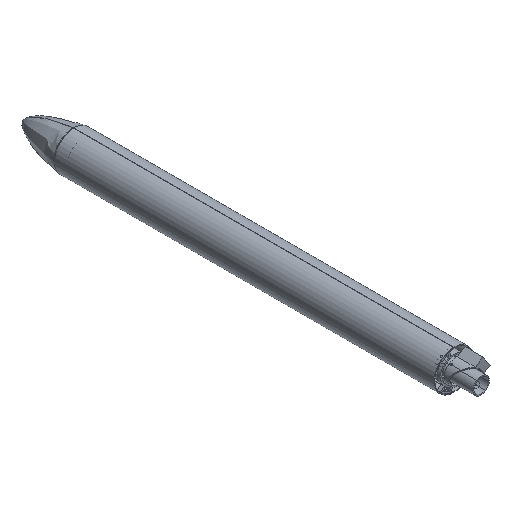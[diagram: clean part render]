
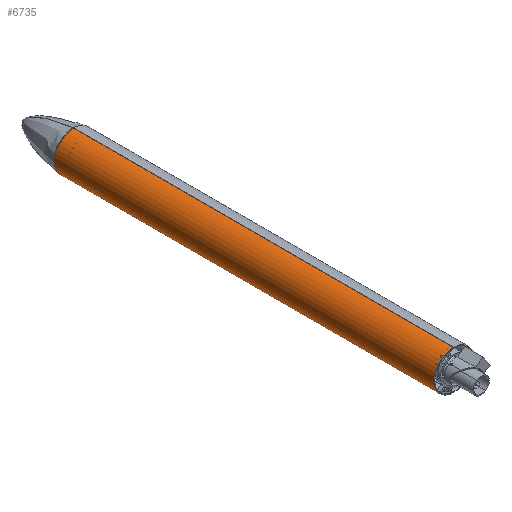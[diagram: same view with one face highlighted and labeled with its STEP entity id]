
A CAD part, isometric view. The second image highlights one B-rep face of the part: STEP entity #6735.
In plain terms, the highlighted cylindrical face has radius 39.37 mm (diameter 78.74 mm), a partial arc.
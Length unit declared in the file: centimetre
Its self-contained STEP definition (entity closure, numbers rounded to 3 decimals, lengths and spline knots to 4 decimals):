
#3 = CARTESIAN_POINT ( 'NONE',  ( 0., 76.2, 0. ) ) ;
#397 = EDGE_CURVE ( 'NONE', #7540, #9726, #10471, .T. ) ;
#628 = ORIENTED_EDGE ( 'NONE', *, *, #7187, .F. ) ;
#832 = FACE_OUTER_BOUND ( 'NONE', #9445, .T. ) ;
#1415 = VERTEX_POINT ( 'NONE', #3404 ) ;
#1417 = DIRECTION ( 'NONE',  ( 0., 1., 0. ) ) ;
#1757 = AXIS2_PLACEMENT_3D ( 'NONE', #6199, #8762, #6254 ) ;
#2530 = CARTESIAN_POINT ( 'NONE',  ( 0., 0., 3.937 ) ) ;
#3382 = DIRECTION ( 'NONE',  ( 0., 0., -1. ) ) ;
#3404 = CARTESIAN_POINT ( 'NONE',  ( 0., 76.2, 3.937 ) ) ;
#3413 = VERTEX_POINT ( 'NONE', #5608 ) ;
#4211 = CYLINDRICAL_SURFACE ( 'NONE', #9742, 3.937 ) ;
#4630 = CARTESIAN_POINT ( 'NONE',  ( 0., 76.2, -3.937 ) ) ;
#5122 = ORIENTED_EDGE ( 'NONE', *, *, #397, .T. ) ;
#5416 = DIRECTION ( 'NONE',  ( 0., -1., 0. ) ) ;
#5608 = CARTESIAN_POINT ( 'NONE',  ( 0., 76.2, -3.937 ) ) ;
#6199 = CARTESIAN_POINT ( 'NONE',  ( 0., 0., 0. ) ) ;
#6254 = DIRECTION ( 'NONE',  ( 0., 0., 1. ) ) ;
#6735 = ADVANCED_FACE ( 'NONE', ( #832 ), #4211, .T. ) ;
#7103 = EDGE_CURVE ( 'NONE', #1415, #9726, #7808, .T. ) ;
#7140 = LINE ( 'NONE', #4630, #8813 ) ;
#7187 = EDGE_CURVE ( 'NONE', #3413, #1415, #10826, .T. ) ;
#7358 = DIRECTION ( 'NONE',  ( 0., 0., 1. ) ) ;
#7540 = VERTEX_POINT ( 'NONE', #8131 ) ;
#7602 = VECTOR ( 'NONE', #5416, 100. ) ;
#7808 = LINE ( 'NONE', #10379, #7602 ) ;
#8131 = CARTESIAN_POINT ( 'NONE',  ( 0., 0., -3.937 ) ) ;
#8762 = DIRECTION ( 'NONE',  ( 0., 1., 0. ) ) ;
#8813 = VECTOR ( 'NONE', #10541, 100. ) ;
#9387 = DIRECTION ( 'NONE',  ( 0., -1., 0. ) ) ;
#9445 = EDGE_LOOP ( 'NONE', ( #9676, #628, #9612, #5122 ) ) ;
#9612 = ORIENTED_EDGE ( 'NONE', *, *, #9980, .T. ) ;
#9676 = ORIENTED_EDGE ( 'NONE', *, *, #7103, .F. ) ;
#9726 = VERTEX_POINT ( 'NONE', #2530 ) ;
#9742 = AXIS2_PLACEMENT_3D ( 'NONE', #3, #9387, #3382 ) ;
#9750 = AXIS2_PLACEMENT_3D ( 'NONE', #9864, #1417, #7358 ) ;
#9864 = CARTESIAN_POINT ( 'NONE',  ( 0., 76.2, 0. ) ) ;
#9980 = EDGE_CURVE ( 'NONE', #3413, #7540, #7140, .T. ) ;
#10379 = CARTESIAN_POINT ( 'NONE',  ( 0., 76.2, 3.937 ) ) ;
#10471 = CIRCLE ( 'NONE', #1757, 3.937 ) ;
#10541 = DIRECTION ( 'NONE',  ( 0., -1., 0. ) ) ;
#10826 = CIRCLE ( 'NONE', #9750, 3.937 ) ;
